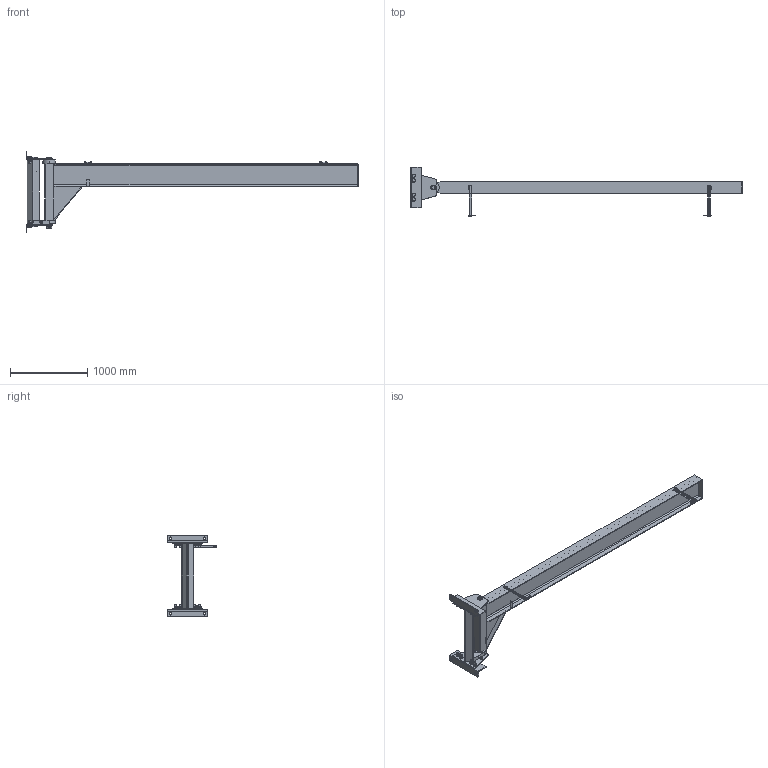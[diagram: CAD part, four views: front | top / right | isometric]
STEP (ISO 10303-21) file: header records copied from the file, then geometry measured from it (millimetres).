
FILE_DESCRIPTION(('STEP AP214'),'1');
FILE_NAME('PMH Väggsvängkran Loke 1000-4.stp','2013-08-16T08:02:55',(' '),(' '),'Spatial InterOp 3D',' ',' ');
FILE_SCHEMA(('automotive_design'));
Length unit declared in the file: millimetre
Products named in the file (61): Lagerbox VI; KKR; Plattstång; Plåt; Vinkelstång; IPE300; Hållare till Bärlinestag; Bärlinestag; M6S M8x20; M6M M8; Skruvögla M8x60; Fästöra VI; KKR 120, L=835; M6S M27x80; DIN_985 M27; Vinkelstång VI Typ 1; Axelkant VI; Axel VI; Distansbricka VI; Hylsa IV; M6S M10x80; DIN_985 M10; Bromsback VI Typ 1; Bromsback VI Typ 2; Polyfjäder 32s/12 (hårdhet 90), L=30; Bricka Ø30/13, T=5; M6M M12; Gängstång M12x230
Bounding box: 4304 x 635.5 x 1055 mm (x, y, z)
Volume: 39962465.2 mm3; surface area: 8072754.3 mm2
Topology: 61 solids, 61 shells, 1080 faces, 2433 edges, 1494 vertices
Faces by surface type: plane 440, cone 368, cylinder 260, bspline 8, revolution 4
Entity records: 40609 total; most frequent: CARTESIAN_POINT 7930, DIRECTION 4955, ORIENTED_EDGE 4866, EDGE_CURVE 2433, AXIS2_PLACEMENT_3D 2019, VERTEX_POINT 1494, EDGE_LOOP 1231, STYLED_ITEM 1080
